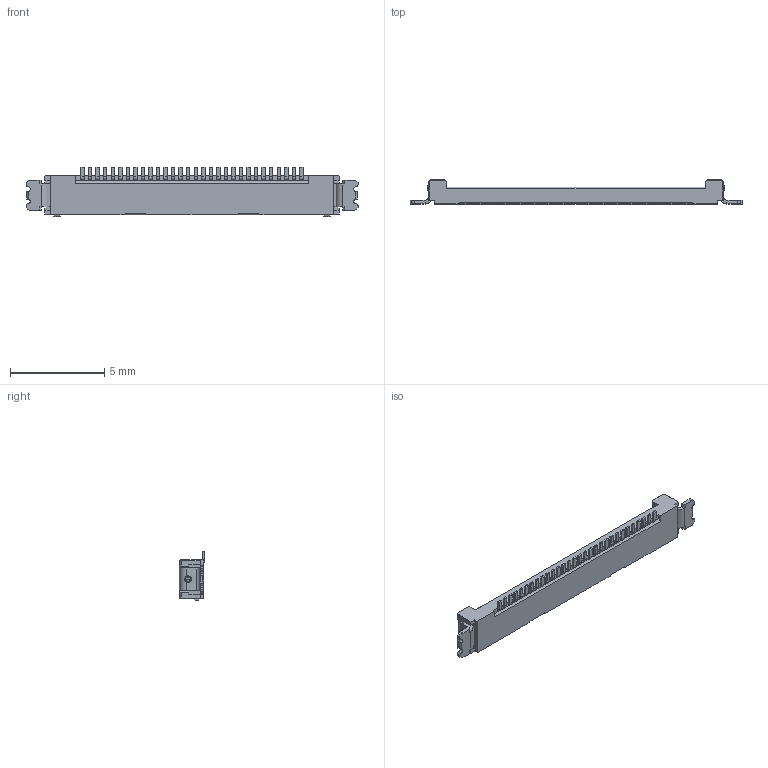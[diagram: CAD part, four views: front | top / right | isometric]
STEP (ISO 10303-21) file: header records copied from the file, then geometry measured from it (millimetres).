
FILE_DESCRIPTION (( 'STEP AP203' ), '1' );
FILE_NAME ('20374-030E-xxC RECE ASSY STEP R1 ALL.STEP', '2012-03-16T11:41:10', ( ' ' ), ( ' ' ), 'SwSTEP 2.0', 'SolidWorks 2011', '' );
FILE_SCHEMA (( 'CONFIG_CONTROL_DESIGN' ));
Length unit declared in the file: millimetre
Products named in the file (1): 20374-030E-xxC RECE ASSY STEP R1 ALL
Bounding box: 17.6 x 1.33 x 2.6 mm (x, y, z)
Volume: 23.9 mm3; surface area: 142.2 mm2
Topology: 1 solids, 1 shells, 1215 faces, 3290 edges, 2110 vertices
Faces by surface type: plane 667, cylinder 324, torus 124, cone 90, sphere 8, bspline 2
Entity records: 38479 total; most frequent: DIRECTION 6850, CARTESIAN_POINT 6734, ORIENTED_EDGE 6580, EDGE_CURVE 3290, AXIS2_PLACEMENT_3D 2354, VECTOR 2142, LINE 2142, VERTEX_POINT 2110
